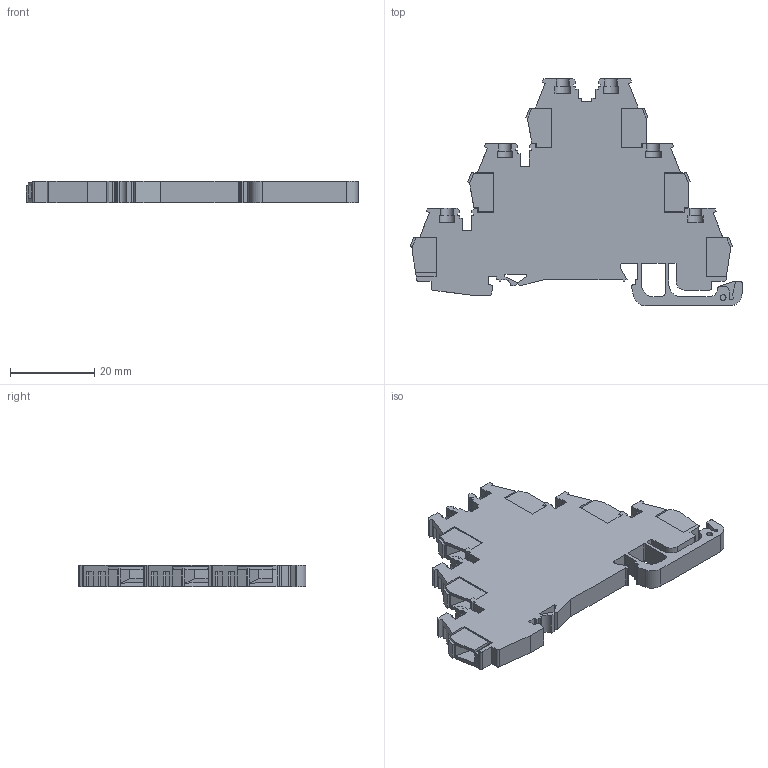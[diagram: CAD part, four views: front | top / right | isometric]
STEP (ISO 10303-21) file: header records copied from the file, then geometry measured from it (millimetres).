
FILE_DESCRIPTION (( 'STEP AP214' ), '1' );
FILE_NAME ('43504_DN-TL14-A.STEP', '2014-05-22T10:05:26', ( '' ), ( '' ), 'SwSTEP 2.0', 'SolidWorks 2013', '' );
FILE_SCHEMA (( 'AUTOMOTIVE_DESIGN' ));
Length unit declared in the file: millimetre
Products named in the file (1): 43504_DN-TL14-A
Bounding box: 78.6 x 53.85 x 5 mm (x, y, z)
Volume: 11006 mm3; surface area: 8020.5 mm2
Topology: 1 solids, 1 shells, 519 faces, 1483 edges, 975 vertices
Faces by surface type: plane 453, cylinder 66
Entity records: 22205 total; most frequent: CARTESIAN_POINT 2978, ORIENTED_EDGE 2966, DIRECTION 2655, EDGE_CURVE 1483, LINE 1351, VECTOR 1351, VERTEX_POINT 975, AXIS2_PLACEMENT_3D 652
